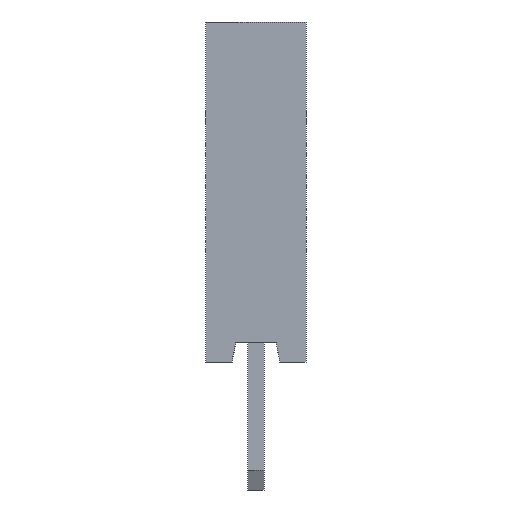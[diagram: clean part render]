
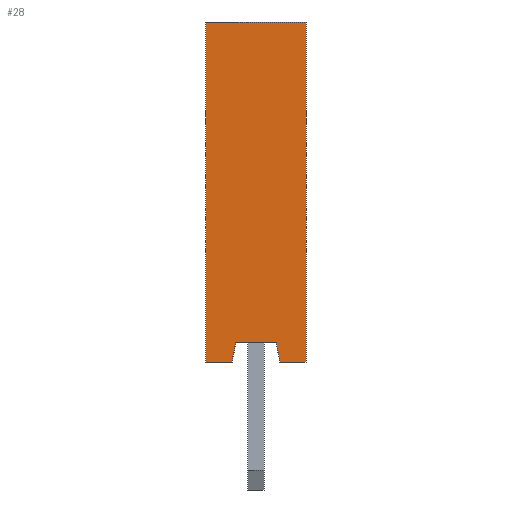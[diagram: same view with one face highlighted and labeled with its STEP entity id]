
A CAD part, left-side view. The second image highlights one B-rep face of the part: STEP entity #28.
In plain terms, the highlighted planar face has unit normal (-1, 0, 0).
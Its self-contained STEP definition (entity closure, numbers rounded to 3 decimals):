
#28 = ADVANCED_FACE('',(#29),#95,.F.);
#29 = FACE_BOUND('',#30,.F.);
#30 = EDGE_LOOP('',(#31,#41,#49,#57,#65,#73,#81,#89));
#31 = ORIENTED_EDGE('',*,*,#32,.F.);
#32 = EDGE_CURVE('',#33,#35,#37,.T.);
#33 = VERTEX_POINT('',#34);
#34 = CARTESIAN_POINT('',(-12.95,-1.25,11.7));
#35 = VERTEX_POINT('',#36);
#36 = CARTESIAN_POINT('',(-12.95,1.25,11.7));
#37 = LINE('',#38,#39);
#38 = CARTESIAN_POINT('',(-12.95,-1.25,11.7));
#39 = VECTOR('',#40,1.);
#40 = DIRECTION('',(0.,1.,0.));
#41 = ORIENTED_EDGE('',*,*,#42,.F.);
#42 = EDGE_CURVE('',#43,#33,#45,.T.);
#43 = VERTEX_POINT('',#44);
#44 = CARTESIAN_POINT('',(-12.95,-1.25,3.2));
#45 = LINE('',#46,#47);
#46 = CARTESIAN_POINT('',(-12.95,-1.25,3.2));
#47 = VECTOR('',#48,1.);
#48 = DIRECTION('',(0.,0.,1.));
#49 = ORIENTED_EDGE('',*,*,#50,.T.);
#50 = EDGE_CURVE('',#43,#51,#53,.T.);
#51 = VERTEX_POINT('',#52);
#52 = CARTESIAN_POINT('',(-12.95,-0.6,3.2));
#53 = LINE('',#54,#55);
#54 = CARTESIAN_POINT('',(-12.95,-1.25,3.2));
#55 = VECTOR('',#56,1.);
#56 = DIRECTION('',(0.,1.,0.));
#57 = ORIENTED_EDGE('',*,*,#58,.T.);
#58 = EDGE_CURVE('',#51,#59,#61,.T.);
#59 = VERTEX_POINT('',#60);
#60 = CARTESIAN_POINT('',(-12.95,-0.5,3.7));
#61 = LINE('',#62,#63);
#62 = CARTESIAN_POINT('',(-12.95,-0.613,3.138));
#63 = VECTOR('',#64,1.);
#64 = DIRECTION('',(0.,0.196,0.981));
#65 = ORIENTED_EDGE('',*,*,#66,.T.);
#66 = EDGE_CURVE('',#59,#67,#69,.T.);
#67 = VERTEX_POINT('',#68);
#68 = CARTESIAN_POINT('',(-12.95,0.5,3.7));
#69 = LINE('',#70,#71);
#70 = CARTESIAN_POINT('',(-12.95,-0.875,3.7));
#71 = VECTOR('',#72,1.);
#72 = DIRECTION('',(0.,1.,0.));
#73 = ORIENTED_EDGE('',*,*,#74,.T.);
#74 = EDGE_CURVE('',#67,#75,#77,.T.);
#75 = VERTEX_POINT('',#76);
#76 = CARTESIAN_POINT('',(-12.95,0.6,3.2));
#77 = LINE('',#78,#79);
#78 = CARTESIAN_POINT('',(-12.95,0.514,3.628));
#79 = VECTOR('',#80,1.);
#80 = DIRECTION('',(0.,0.196,-0.981));
#81 = ORIENTED_EDGE('',*,*,#82,.T.);
#82 = EDGE_CURVE('',#75,#83,#85,.T.);
#83 = VERTEX_POINT('',#84);
#84 = CARTESIAN_POINT('',(-12.95,1.25,3.2));
#85 = LINE('',#86,#87);
#86 = CARTESIAN_POINT('',(-12.95,-1.25,3.2));
#87 = VECTOR('',#88,1.);
#88 = DIRECTION('',(0.,1.,0.));
#89 = ORIENTED_EDGE('',*,*,#90,.T.);
#90 = EDGE_CURVE('',#83,#35,#91,.T.);
#91 = LINE('',#92,#93);
#92 = CARTESIAN_POINT('',(-12.95,1.25,3.2));
#93 = VECTOR('',#94,1.);
#94 = DIRECTION('',(0.,0.,1.));
#95 = PLANE('',#96);
#96 = AXIS2_PLACEMENT_3D('',#97,#98,#99);
#97 = CARTESIAN_POINT('',(-12.95,-1.25,3.2));
#98 = DIRECTION('',(1.,0.,0.));
#99 = DIRECTION('',(0.,0.,1.));
